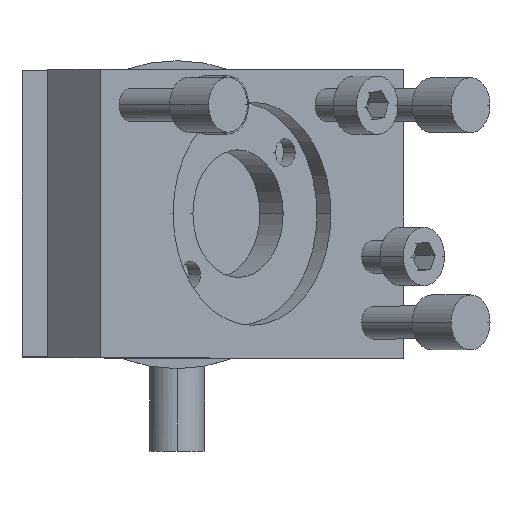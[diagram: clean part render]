
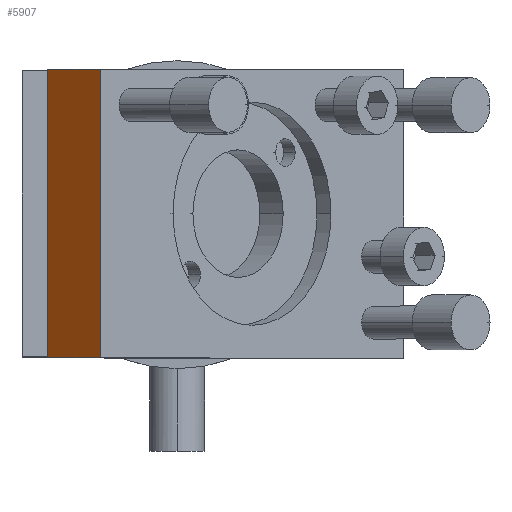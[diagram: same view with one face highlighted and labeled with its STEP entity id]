
A CAD part, top view. The second image highlights one B-rep face of the part: STEP entity #5907.
In plain terms, the highlighted planar face has unit normal (-0.707, 0, 0.707).
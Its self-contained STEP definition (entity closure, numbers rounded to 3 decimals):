
#214 = VERTEX_POINT ( 'NONE', #2747 ) ;
#679 = CARTESIAN_POINT ( 'NONE',  ( -6.972, 13.125, 41.517 ) ) ;
#727 = CARTESIAN_POINT ( 'NONE',  ( -6.972, 13.125, 41.517 ) ) ;
#875 = EDGE_CURVE ( 'NONE', #2927, #214, #5551, .T. ) ;
#918 = CARTESIAN_POINT ( 'NONE',  ( -6.972, 13.125, 41.517 ) ) ;
#965 = EDGE_CURVE ( 'NONE', #1821, #214, #1486, .T. ) ;
#1438 = EDGE_CURVE ( 'NONE', #4325, #1821, #4986, .T. ) ;
#1486 = LINE ( 'NONE', #2673, #1631 ) ;
#1631 = VECTOR ( 'NONE', #2466, 1000. ) ;
#1668 = LINE ( 'NONE', #727, #3022 ) ;
#1821 = VERTEX_POINT ( 'NONE', #3868 ) ;
#1962 = CARTESIAN_POINT ( 'NONE',  ( -6.972, -13.125, 41.517 ) ) ;
#2466 = DIRECTION ( 'NONE',  ( 0., -1., 0. ) ) ;
#2607 = CARTESIAN_POINT ( 'NONE',  ( -6.972, -13.125, 41.517 ) ) ;
#2673 = CARTESIAN_POINT ( 'NONE',  ( -11.78, 13.125, 36.709 ) ) ;
#2747 = CARTESIAN_POINT ( 'NONE',  ( -11.78, -13.125, 36.709 ) ) ;
#2760 = EDGE_CURVE ( 'NONE', #4325, #2927, #1668, .T. ) ;
#2927 = VERTEX_POINT ( 'NONE', #1962 ) ;
#3022 = VECTOR ( 'NONE', #3809, 1000. ) ;
#3031 = DIRECTION ( 'NONE',  ( -0.707, 0., -0.707 ) ) ;
#3465 = VECTOR ( 'NONE', #5387, 1000. ) ;
#3769 = DIRECTION ( 'NONE',  ( 0.707, 0., -0.707 ) ) ;
#3809 = DIRECTION ( 'NONE',  ( 0., -1., 0. ) ) ;
#3847 = CARTESIAN_POINT ( 'NONE',  ( -6.972, 13.125, 41.517 ) ) ;
#3868 = CARTESIAN_POINT ( 'NONE',  ( -11.78, 13.125, 36.709 ) ) ;
#4200 = VECTOR ( 'NONE', #3031, 1000. ) ;
#4206 = AXIS2_PLACEMENT_3D ( 'NONE', #3847, #3769, #4857 ) ;
#4325 = VERTEX_POINT ( 'NONE', #679 ) ;
#4354 = PLANE ( 'NONE',  #4206 ) ;
#4678 = ORIENTED_EDGE ( 'NONE', *, *, #875, .F. ) ;
#4857 = DIRECTION ( 'NONE',  ( -0.707, 0., -0.707 ) ) ;
#4986 = LINE ( 'NONE', #918, #3465 ) ;
#5387 = DIRECTION ( 'NONE',  ( -0.707, 0., -0.707 ) ) ;
#5526 = ORIENTED_EDGE ( 'NONE', *, *, #1438, .T. ) ;
#5551 = LINE ( 'NONE', #2607, #4200 ) ;
#5747 = EDGE_LOOP ( 'NONE', ( #6387, #4678, #6649, #5526 ) ) ;
#5907 = ADVANCED_FACE ( 'NONE', ( #6514 ), #4354, .F. ) ;
#6387 = ORIENTED_EDGE ( 'NONE', *, *, #965, .T. ) ;
#6514 = FACE_OUTER_BOUND ( 'NONE', #5747, .T. ) ;
#6649 = ORIENTED_EDGE ( 'NONE', *, *, #2760, .F. ) ;
